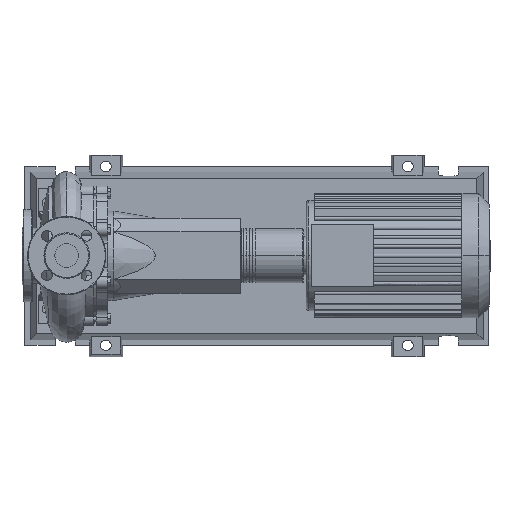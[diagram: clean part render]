
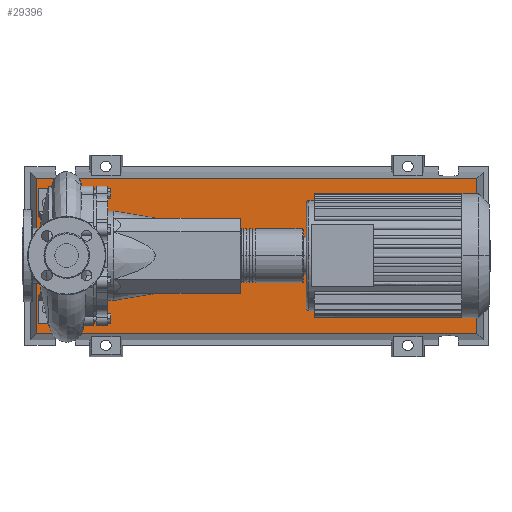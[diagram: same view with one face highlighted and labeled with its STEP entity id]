
A CAD part, top view. The second image highlights one B-rep face of the part: STEP entity #29396.
In plain terms, the highlighted planar face has unit normal (0, 0, 1).
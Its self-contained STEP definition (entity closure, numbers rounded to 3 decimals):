
#29077=CARTESIAN_POINT('',(733.292,-138.292,83.0));
#29078=VERTEX_POINT('',#29077);
#29085=CARTESIAN_POINT('',(-53.292,-138.292,83.0));
#29086=VERTEX_POINT('',#29085);
#29087=CARTESIAN_POINT('',(733.292,-138.292,83.0));
#29088=DIRECTION('',(-1.0,0.0,0.0));
#29089=VECTOR('',#29088,786.584);
#29090=LINE('',#29087,#29089);
#29091=EDGE_CURVE('',#29078,#29086,#29090,.T.);
#29309=CARTESIAN_POINT('',(733.292,138.292,83.0));
#29310=VERTEX_POINT('',#29309);
#29311=CARTESIAN_POINT('',(733.292,138.292,83.0));
#29312=DIRECTION('',(0.0,-1.0,0.0));
#29313=VECTOR('',#29312,276.584);
#29314=LINE('',#29311,#29313);
#29315=EDGE_CURVE('',#29310,#29078,#29314,.T.);
#29333=CARTESIAN_POINT('',(-53.292,138.292,83.0));
#29334=VERTEX_POINT('',#29333);
#29335=CARTESIAN_POINT('',(-53.292,-138.292,83.0));
#29336=DIRECTION('',(0.0,1.0,0.0));
#29337=VECTOR('',#29336,276.584);
#29338=LINE('',#29335,#29337);
#29339=EDGE_CURVE('',#29086,#29334,#29338,.T.);
#29372=CARTESIAN_POINT('',(-53.292,138.292,83.0));
#29373=DIRECTION('',(1.0,0.0,0.0));
#29374=VECTOR('',#29373,786.584);
#29375=LINE('',#29372,#29374);
#29376=EDGE_CURVE('',#29334,#29310,#29375,.T.);
#29385=CARTESIAN_POINT('',(340.,0.,83.0));
#29386=DIRECTION('',(0.0,0.0,1.0));
#29387=DIRECTION('',(1.0,0.0,0.0));
#29388=AXIS2_PLACEMENT_3D('',#29385,#29386,#29387);
#29389=PLANE('',#29388);
#29390=ORIENTED_EDGE('',*,*,#29315,.F.);
#29391=ORIENTED_EDGE('',*,*,#29376,.F.);
#29392=ORIENTED_EDGE('',*,*,#29339,.F.);
#29393=ORIENTED_EDGE('',*,*,#29091,.F.);
#29394=EDGE_LOOP('',(#29390,#29391,#29392,#29393));
#29395=FACE_OUTER_BOUND('',#29394,.T.);
#29396=ADVANCED_FACE('',(#29395),#29389,.T.);
